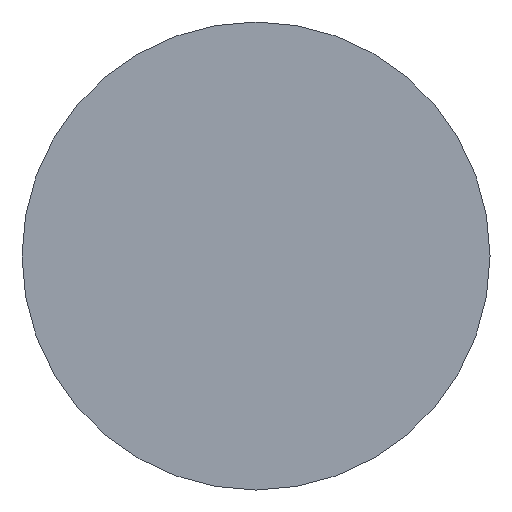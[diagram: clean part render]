
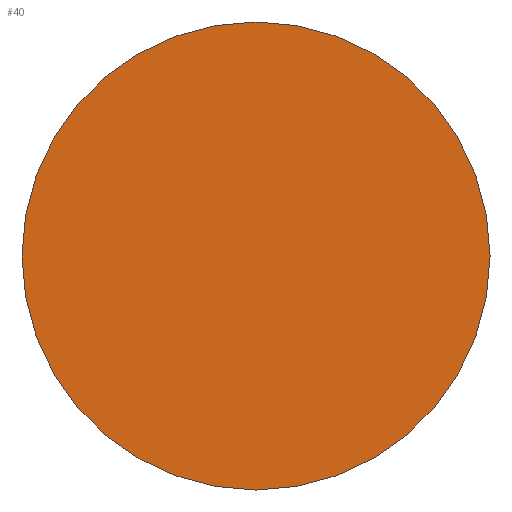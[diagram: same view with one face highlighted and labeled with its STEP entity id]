
A CAD part, front view. The second image highlights one B-rep face of the part: STEP entity #40.
In plain terms, the highlighted planar face has unit normal (0, -1, 0).
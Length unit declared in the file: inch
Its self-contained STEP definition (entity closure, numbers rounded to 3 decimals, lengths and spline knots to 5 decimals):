
#15=PLANE('',#65);
#18=FACE_OUTER_BOUND('',#21,.T.);
#21=EDGE_LOOP('',(#36));
#26=CIRCLE('',#64,0.11811);
#28=VERTEX_POINT('',#84);
#31=EDGE_CURVE('',#28,#28,#26,.T.);
#36=ORIENTED_EDGE('',*,*,#31,.T.);
#40=ADVANCED_FACE('',(#18),#15,.F.);
#64=AXIS2_PLACEMENT_3D('',#86,#74,#75);
#65=AXIS2_PLACEMENT_3D('',#87,#76,#77);
#74=DIRECTION('center_axis',(0.,-1.,0.));
#75=DIRECTION('ref_axis',(1.,0.,0.));
#76=DIRECTION('center_axis',(0.,1.,0.));
#77=DIRECTION('ref_axis',(0.,0.,1.));
#84=CARTESIAN_POINT('',(-0.11811,0.,0.));
#86=CARTESIAN_POINT('Origin',(0.,0.,0.));
#87=CARTESIAN_POINT('Origin',(0.,0.,0.));
